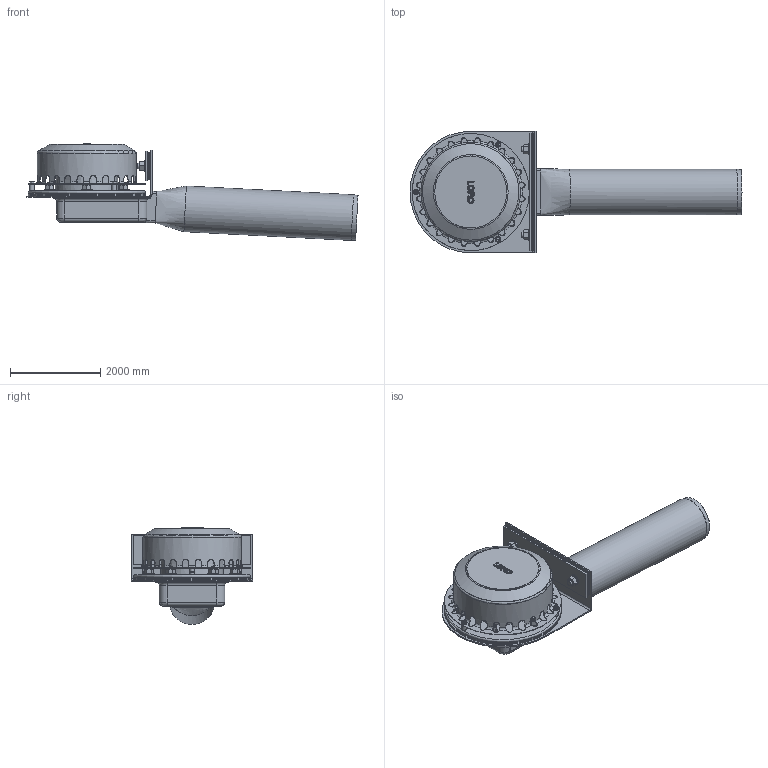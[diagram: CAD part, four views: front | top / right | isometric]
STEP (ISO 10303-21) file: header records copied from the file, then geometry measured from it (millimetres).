
FILE_DESCRIPTION(/* description */ (''),/* implementation_level */ '2;1');
FILE_NAME(/* name */ '01367.100X_3D.stp',/* time_stamp */ '2024-12-11T13:26:48+01:00',/* author */ ('CAD'),/* organization */ (''),/* preprocessor_version */ 'ST-DEVELOPER v20',/* originating_system */ 'AutoCAD Mechanical',/* authorisation */ '');
FILE_SCHEMA (('AUTOMOTIVE_DESIGN { 1 0 10303 214 3 1 1 }'));
Length unit declared in the file: centimetre
Products named in the file (2): Product; *S0
Assembly tree (1 placements, depth 2):
  Product
    *S0
Bounding box: 7376.13 x 2700 x 2152.31 mm (x, y, z)
Volume: 1282477692.9 mm3; surface area: 120466554.3 mm2
Topology: 43 solids, 43 shells, 685 faces, 1812 edges, 1173 vertices
Faces by surface type: plane 304, cylinder 219, torus 97, cone 52, bspline 10, sphere 3
Full cylindrical faces by diameter (mm): 60 x9, 100 x3, 105 x2, 120 x41, 124.022 x8, 140 x2, 240 x8, 992 x1, 1016 x1, 1220 x1, 1280 x2, 2180 x1, 2200 x1, 2600 x3
Entity records: 25355 total; most frequent: CARTESIAN_POINT 8554, ORIENTED_EDGE 3614, DIRECTION 3367, EDGE_CURVE 1807, AXIS2_PLACEMENT_3D 1324, VERTEX_POINT 1173, EDGE_LOOP 794, LINE 719
